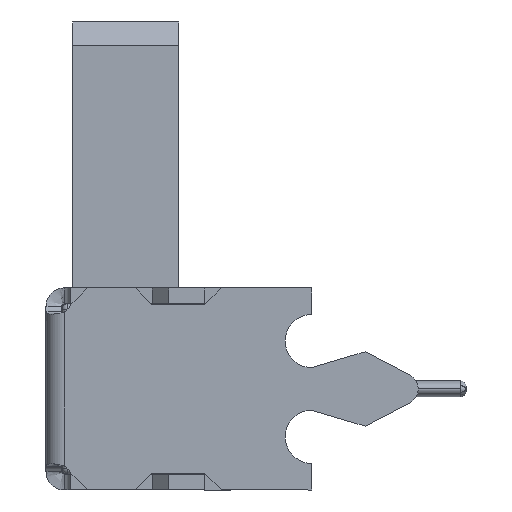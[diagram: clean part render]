
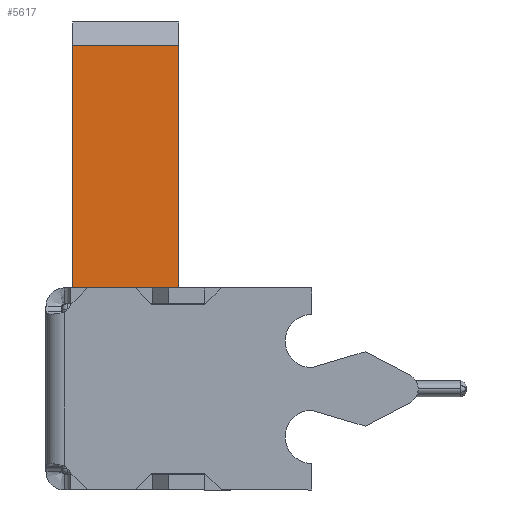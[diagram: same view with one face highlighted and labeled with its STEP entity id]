
A CAD part, left-side view. The second image highlights one B-rep face of the part: STEP entity #5617.
In plain terms, the highlighted planar face has unit normal (-1, 0, 0).
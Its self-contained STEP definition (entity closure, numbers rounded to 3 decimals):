
#212 = PLANE ( 'NONE',  #8508 ) ;
#698 = DIRECTION ( 'NONE',  ( 0., 0., -1. ) ) ;
#836 = ORIENTED_EDGE ( 'NONE', *, *, #3000, .T. ) ;
#1238 = FACE_OUTER_BOUND ( 'NONE', #1324, .T. ) ;
#1324 = EDGE_LOOP ( 'NONE', ( #7782, #4110, #836, #2356 ) ) ;
#1386 = VECTOR ( 'NONE', #7643, 1000. ) ;
#1667 = EDGE_CURVE ( 'NONE', #3621, #6713, #7159, .T. ) ;
#1913 = LINE ( 'NONE', #5656, #1386 ) ;
#2011 = DIRECTION ( 'NONE',  ( 1., 0., 0. ) ) ;
#2127 = VECTOR ( 'NONE', #5448, 1000. ) ;
#2329 = LINE ( 'NONE', #6117, #2127 ) ;
#2345 = CARTESIAN_POINT ( 'NONE',  ( 0., 2.5, 14.728 ) ) ;
#2356 = ORIENTED_EDGE ( 'NONE', *, *, #1667, .F. ) ;
#2399 = DIRECTION ( 'NONE',  ( 0., 1., 0. ) ) ;
#2757 = VERTEX_POINT ( 'NONE', #7239 ) ;
#3000 = EDGE_CURVE ( 'NONE', #5396, #6713, #2329, .T. ) ;
#3402 = VECTOR ( 'NONE', #2399, 1000. ) ;
#3621 = VERTEX_POINT ( 'NONE', #6083 ) ;
#4110 = ORIENTED_EDGE ( 'NONE', *, *, #4566, .T. ) ;
#4566 = EDGE_CURVE ( 'NONE', #2757, #5396, #1913, .T. ) ;
#4972 = CARTESIAN_POINT ( 'NONE',  ( 0., 4.5, 1.6 ) ) ;
#5396 = VERTEX_POINT ( 'NONE', #4972 ) ;
#5448 = DIRECTION ( 'NONE',  ( 0., -1., 0. ) ) ;
#5617 = ADVANCED_FACE ( 'NONE', ( #1238 ), #212, .F. ) ;
#5656 = CARTESIAN_POINT ( 'NONE',  ( 0., 4.5, 14.728 ) ) ;
#5918 = CARTESIAN_POINT ( 'NONE',  ( 0., 4.5, 14.728 ) ) ;
#6083 = CARTESIAN_POINT ( 'NONE',  ( 0., 2.5, 6.467 ) ) ;
#6117 = CARTESIAN_POINT ( 'NONE',  ( 0., 4.5, 1.6 ) ) ;
#6441 = CARTESIAN_POINT ( 'NONE',  ( 0., 2.5, 1.6 ) ) ;
#6615 = EDGE_CURVE ( 'NONE', #3621, #2757, #8092, .T. ) ;
#6647 = VECTOR ( 'NONE', #6909, 1000. ) ;
#6713 = VERTEX_POINT ( 'NONE', #6441 ) ;
#6909 = DIRECTION ( 'NONE',  ( 0., 0., -1. ) ) ;
#7159 = LINE ( 'NONE', #2345, #6647 ) ;
#7239 = CARTESIAN_POINT ( 'NONE',  ( 0., 4.5, 6.467 ) ) ;
#7643 = DIRECTION ( 'NONE',  ( 0., 0., -1. ) ) ;
#7782 = ORIENTED_EDGE ( 'NONE', *, *, #6615, .T. ) ;
#8092 = LINE ( 'NONE', #8308, #3402 ) ;
#8308 = CARTESIAN_POINT ( 'NONE',  ( 0., -2., 6.467 ) ) ;
#8508 = AXIS2_PLACEMENT_3D ( 'NONE', #5918, #2011, #698 ) ;
